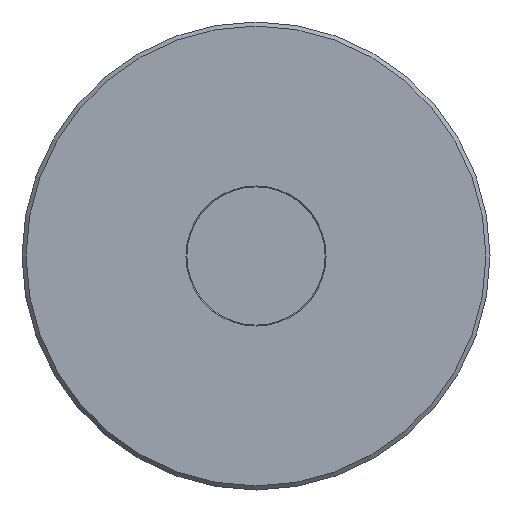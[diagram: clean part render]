
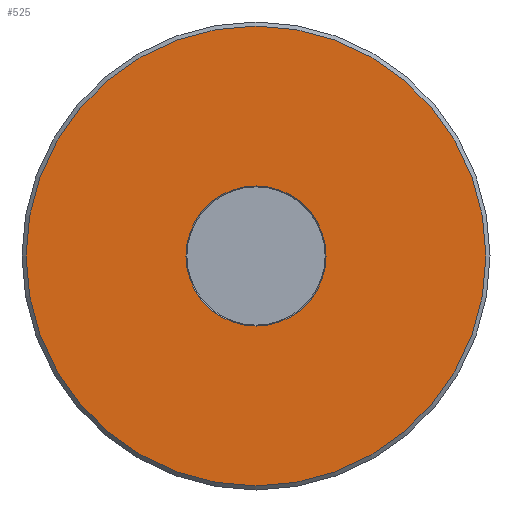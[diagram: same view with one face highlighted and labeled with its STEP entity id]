
A CAD part, front view. The second image highlights one B-rep face of the part: STEP entity #525.
In plain terms, the highlighted planar face has unit normal (0, -1, 0).
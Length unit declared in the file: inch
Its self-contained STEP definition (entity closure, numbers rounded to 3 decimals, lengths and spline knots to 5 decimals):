
#25 = ORIENTED_EDGE ( 'NONE', *, *, #220, .T. ) ;
#68 = ORIENTED_EDGE ( 'NONE', *, *, #197, .F. ) ;
#82 = CARTESIAN_POINT ( 'NONE',  ( 0., 0., 0.5147 ) ) ;
#85 = CARTESIAN_POINT ( 'NONE',  ( 0., 0., 1.689 ) ) ;
#91 = EDGE_LOOP ( 'NONE', ( #25 ) ) ;
#130 = DIRECTION ( 'NONE',  ( 0., 0., -1. ) ) ;
#133 = DIRECTION ( 'NONE',  ( 0., -1., 0. ) ) ;
#145 = CIRCLE ( 'NONE', #553, 0.5147 ) ;
#154 = PLANE ( 'NONE',  #362 ) ;
#158 = CARTESIAN_POINT ( 'NONE',  ( -0.5147, 0., 0. ) ) ;
#186 = VERTEX_POINT ( 'NONE', #82 ) ;
#197 = EDGE_CURVE ( 'NONE', #297, #297, #245, .T. ) ;
#220 = EDGE_CURVE ( 'NONE', #186, #186, #145, .T. ) ;
#245 = CIRCLE ( 'NONE', #510, 1.689 ) ;
#297 = VERTEX_POINT ( 'NONE', #85 ) ;
#337 = FACE_OUTER_BOUND ( 'NONE', #547, .T. ) ;
#362 = AXIS2_PLACEMENT_3D ( 'NONE', #158, #133, #130 ) ;
#367 = FACE_BOUND ( 'NONE', #91, .T. ) ;
#484 = DIRECTION ( 'NONE',  ( 0., 0., 1. ) ) ;
#486 = DIRECTION ( 'NONE',  ( 0., 1., 0. ) ) ;
#489 = CARTESIAN_POINT ( 'NONE',  ( 0., 0., 0. ) ) ;
#503 = DIRECTION ( 'NONE',  ( 0., 0., 1. ) ) ;
#505 = DIRECTION ( 'NONE',  ( 0., 1., 0. ) ) ;
#510 = AXIS2_PLACEMENT_3D ( 'NONE', #514, #505, #503 ) ;
#514 = CARTESIAN_POINT ( 'NONE',  ( 0., 0., 0. ) ) ;
#525 = ADVANCED_FACE ( 'NONE', ( #367, #337 ), #154, .T. ) ;
#547 = EDGE_LOOP ( 'NONE', ( #68 ) ) ;
#553 = AXIS2_PLACEMENT_3D ( 'NONE', #489, #486, #484 ) ;
